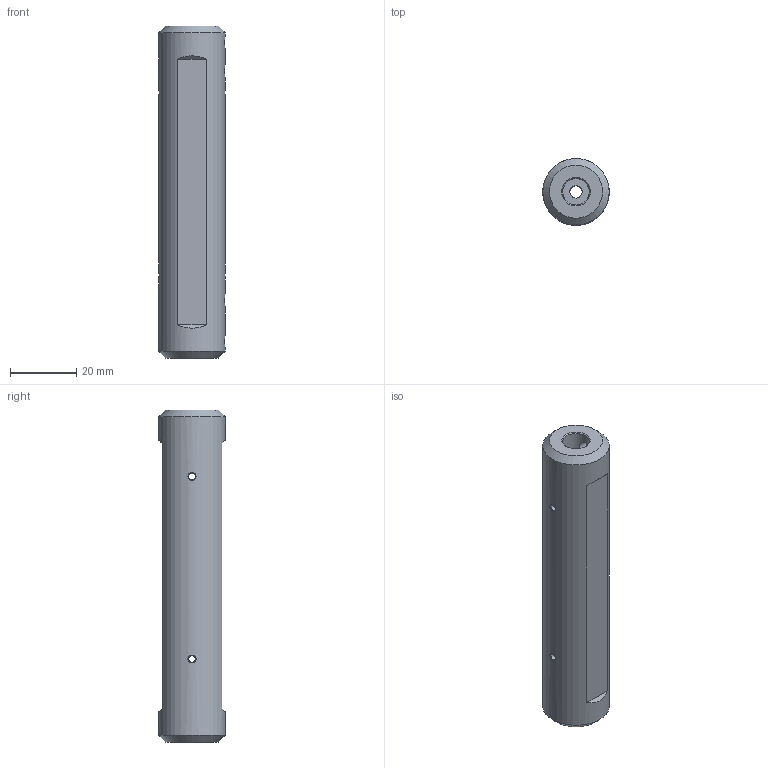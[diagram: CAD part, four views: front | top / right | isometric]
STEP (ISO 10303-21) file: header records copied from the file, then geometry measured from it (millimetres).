
FILE_DESCRIPTION (( 'STEP AP203' ), '1' );
FILE_NAME ('681.0020-D.step', '2024-03-11T11:25:53', ( '' ), ( '' ), 'SwSTEP 2.0', 'SolidWorks 2022', '' );
FILE_SCHEMA (( 'CONFIG_CONTROL_DESIGN' ));
Length unit declared in the file: millimetre
Products named in the file (1): 681.0020-D
Bounding box: 20 x 20 x 100 mm (x, y, z)
Volume: 25539.5 mm3; surface area: 9139.7 mm2
Topology: 1 solids, 1 shells, 30 faces, 86 edges, 52 vertices
Faces by surface type: cylinder 12, plane 10, cone 4, bspline 4
Full cylindrical faces by diameter (mm): 2 x4, 3.7 x1, 4.2 x4, 8 x1, 10 x1, 20 x1
Entity records: 1719 total; most frequent: CARTESIAN_POINT 1089, ORIENTED_EDGE 88, DIRECTION 86, EDGE_LOOP 72, FACE_OUTER_BOUND 46, EDGE_CURVE 44, VERTEX_POINT 40, AXIS2_PLACEMENT_3D 39
